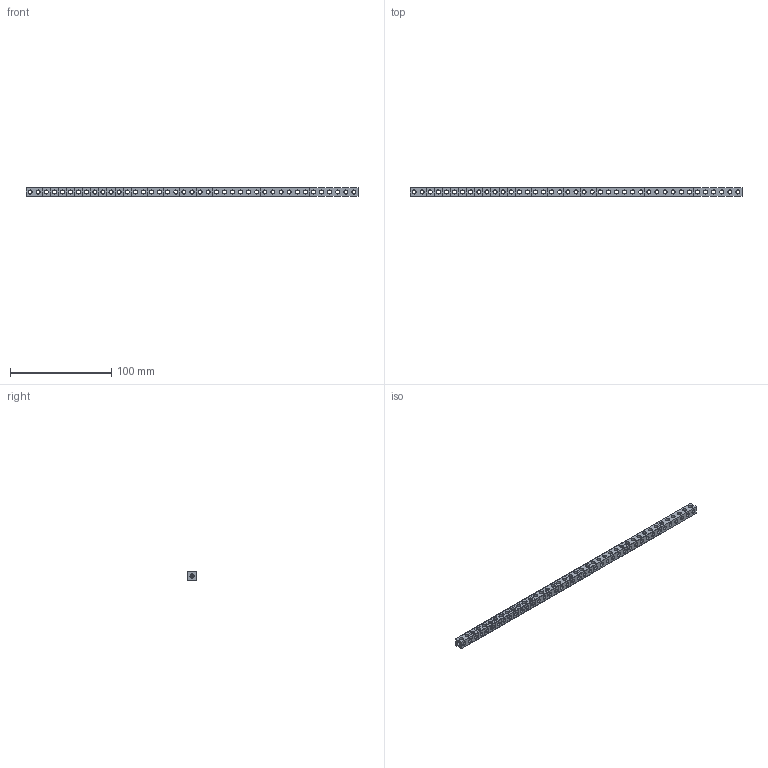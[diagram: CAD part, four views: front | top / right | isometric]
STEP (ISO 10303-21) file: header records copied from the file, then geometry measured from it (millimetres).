
FILE_DESCRIPTION( ( '' ), ' ' );
FILE_NAME( '5a2ac48b7c122e0ef434aee5.step', '2017-12-08T16:57:48', ( '' ), ( '' ), ' ', ' ', ' ' );
FILE_SCHEMA( ( 'AUTOMOTIVE_DESIGN { 1 0 10303 214 1 1 1 1 }' ) );
Length unit declared in the file: metre
Products named in the file (20): 1106-0041-0328; 1106-0035-0280; 1106-0029-0232; 1106-0023-0184; 1106-0021-0168; 1106-0019-0152; 1106-0017-0136; 1106-0015-0120; 1106-0013-0104; 1106-0012-0096; 1106-0011-0088; 1106-0010-0080; 1106-0009-0072; 1106-0008-0064; 1106-0007-0056; 1106-0006-0048; 1106-0005-0040; 1106-0004-0032; 1106-0003-0024; 1106-0002-0016
Bounding box: 328 x 8 x 8 mm (x, y, z)
Surface area: 103165.5 mm2
Topology: 20 solids, 20 shells, 1359 faces, 5049 edges, 3032 vertices
Faces by surface type: cylinder 1239, plane 120
Full cylindrical faces by diameter (mm): 4 x1239
Entity records: 55836 total; most frequent: DIRECTION 8662, CARTESIAN_POINT 6745, ORIENTED_EDGE 6144, AXIS2_PLACEMENT_3D 4211, EDGE_LOOP 3798, EDGE_CURVE 3072, FACE_OUTER_BOUND 2598, VERTEX_POINT 2294
